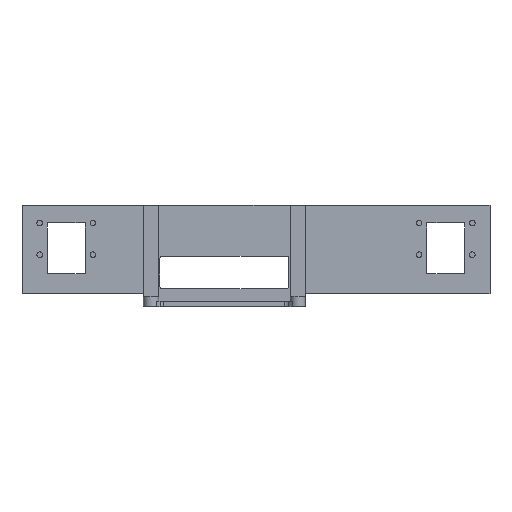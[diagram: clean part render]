
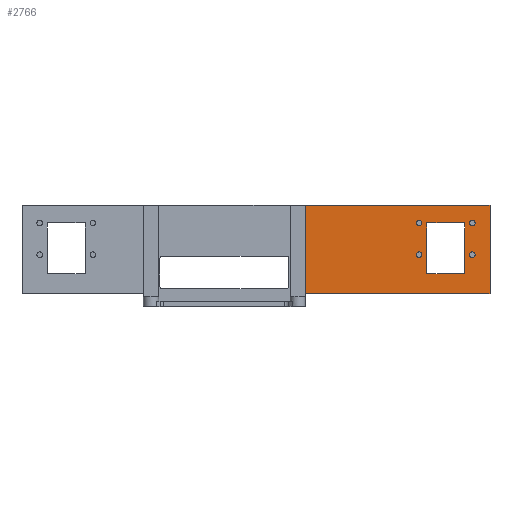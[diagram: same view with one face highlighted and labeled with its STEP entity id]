
A CAD part, top view. The second image highlights one B-rep face of the part: STEP entity #2766.
In plain terms, the highlighted planar face has unit normal (0, 0, 1).
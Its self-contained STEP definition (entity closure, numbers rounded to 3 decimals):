
#43 = CARTESIAN_POINT ( 'NONE',  ( 84.4, 20.5, 2. ) ) ;
#60 = ORIENTED_EDGE ( 'NONE', *, *, #2572, .F. ) ;
#123 = CARTESIAN_POINT ( 'NONE',  ( 86.6, 33., 2. ) ) ;
#128 = CARTESIAN_POINT ( 'NONE',  ( 82.5, 13.069, 2. ) ) ;
#133 = EDGE_CURVE ( 'NONE', #2478, #994, #880, .T. ) ;
#143 = LINE ( 'NONE', #1730, #2421 ) ;
#208 = VERTEX_POINT ( 'NONE', #2541 ) ;
#238 = PLANE ( 'NONE',  #1014 ) ;
#244 = DIRECTION ( 'NONE',  ( 0., 0., -1. ) ) ;
#253 = EDGE_LOOP ( 'NONE', ( #2561, #1183 ) ) ;
#278 = EDGE_CURVE ( 'NONE', #295, #1299, #1058, .T. ) ;
#287 = CARTESIAN_POINT ( 'NONE',  ( 82.5, 13.069, 2. ) ) ;
#295 = VERTEX_POINT ( 'NONE', #123 ) ;
#318 = CARTESIAN_POINT ( 'NONE',  ( 63.4, 20.5, 2. ) ) ;
#319 = CARTESIAN_POINT ( 'NONE',  ( 85.5, 20.5, 2. ) ) ;
#411 = VERTEX_POINT ( 'NONE', #617 ) ;
#430 = CIRCLE ( 'NONE', #1878, 1.1 ) ;
#435 = AXIS2_PLACEMENT_3D ( 'NONE', #2474, #1148, #2705 ) ;
#475 = LINE ( 'NONE', #2147, #2121 ) ;
#530 = DIRECTION ( 'NONE',  ( -1., 0., 0. ) ) ;
#564 = AXIS2_PLACEMENT_3D ( 'NONE', #895, #2440, #1113 ) ;
#588 = DIRECTION ( 'NONE',  ( 0., 1., 0. ) ) ;
#600 = LINE ( 'NONE', #2591, #2889 ) ;
#604 = ORIENTED_EDGE ( 'NONE', *, *, #834, .T. ) ;
#617 = CARTESIAN_POINT ( 'NONE',  ( 63.4, 33., 2. ) ) ;
#630 = VERTEX_POINT ( 'NONE', #1880 ) ;
#631 = EDGE_CURVE ( 'NONE', #1305, #2346, #1383, .T. ) ;
#679 = DIRECTION ( 'NONE',  ( 0., 0., 1. ) ) ;
#685 = CIRCLE ( 'NONE', #2453, 1.1 ) ;
#752 = FACE_OUTER_BOUND ( 'NONE', #1042, .T. ) ;
#761 = ORIENTED_EDGE ( 'NONE', *, *, #278, .T. ) ;
#780 = ORIENTED_EDGE ( 'NONE', *, *, #2023, .T. ) ;
#820 = FACE_BOUND ( 'NONE', #1417, .T. ) ;
#834 = EDGE_CURVE ( 'NONE', #2216, #630, #1421, .T. ) ;
#857 = AXIS2_PLACEMENT_3D ( 'NONE', #1573, #244, #1789 ) ;
#880 = LINE ( 'NONE', #287, #2070 ) ;
#895 = CARTESIAN_POINT ( 'NONE',  ( 64.5, 33., 2. ) ) ;
#934 = CARTESIAN_POINT ( 'NONE',  ( 65.6, 33., 2. ) ) ;
#994 = VERTEX_POINT ( 'NONE', #128 ) ;
#1000 = CARTESIAN_POINT ( 'NONE',  ( 85.5, 20.5, 2. ) ) ;
#1013 = DIRECTION ( 'NONE',  ( 0., 0., -1. ) ) ;
#1014 = AXIS2_PLACEMENT_3D ( 'NONE', #2016, #679, #2237 ) ;
#1019 = DIRECTION ( 'NONE',  ( 0., 0., -1. ) ) ;
#1028 = EDGE_CURVE ( 'NONE', #994, #1762, #475, .T. ) ;
#1031 = CARTESIAN_POINT ( 'NONE',  ( 67.5, 13.069, 2. ) ) ;
#1036 = ORIENTED_EDGE ( 'NONE', *, *, #1809, .F. ) ;
#1042 = EDGE_LOOP ( 'NONE', ( #604, #1036, #1828, #1276 ) ) ;
#1049 = CARTESIAN_POINT ( 'NONE',  ( 92.5, 5., 2. ) ) ;
#1058 = CIRCLE ( 'NONE', #2486, 1.1 ) ;
#1074 = EDGE_CURVE ( 'NONE', #2346, #1305, #2028, .T. ) ;
#1103 = LINE ( 'NONE', #2053, #2161 ) ;
#1113 = DIRECTION ( 'NONE',  ( -1., 0., 0. ) ) ;
#1148 = DIRECTION ( 'NONE',  ( 0., 0., -1. ) ) ;
#1173 = ORIENTED_EDGE ( 'NONE', *, *, #1074, .T. ) ;
#1183 = ORIENTED_EDGE ( 'NONE', *, *, #1669, .T. ) ;
#1190 = AXIS2_PLACEMENT_3D ( 'NONE', #2336, #1013, #2566 ) ;
#1201 = ORIENTED_EDGE ( 'NONE', *, *, #2263, .F. ) ;
#1225 = DIRECTION ( 'NONE',  ( -1., 0., 0. ) ) ;
#1228 = EDGE_LOOP ( 'NONE', ( #1236, #780 ) ) ;
#1236 = ORIENTED_EDGE ( 'NONE', *, *, #2754, .T. ) ;
#1276 = ORIENTED_EDGE ( 'NONE', *, *, #1419, .T. ) ;
#1277 = CIRCLE ( 'NONE', #857, 1.1 ) ;
#1278 = CARTESIAN_POINT ( 'NONE',  ( 82.5, 33.069, 2. ) ) ;
#1290 = DIRECTION ( 'NONE',  ( 0., 0., -1. ) ) ;
#1299 = VERTEX_POINT ( 'NONE', #1439 ) ;
#1305 = VERTEX_POINT ( 'NONE', #1882 ) ;
#1348 = FACE_BOUND ( 'NONE', #1493, .T. ) ;
#1380 = LINE ( 'NONE', #2616, #2038 ) ;
#1383 = CIRCLE ( 'NONE', #1190, 1.1 ) ;
#1397 = CARTESIAN_POINT ( 'NONE',  ( 19.5, 5., 2. ) ) ;
#1398 = AXIS2_PLACEMENT_3D ( 'NONE', #2617, #1290, #2839 ) ;
#1412 = DIRECTION ( 'NONE',  ( -1., 0., 0. ) ) ;
#1417 = EDGE_LOOP ( 'NONE', ( #1712, #2732, #60, #1201 ) ) ;
#1419 = EDGE_CURVE ( 'NONE', #1887, #2216, #600, .T. ) ;
#1421 = LINE ( 'NONE', #2069, #1555 ) ;
#1439 = CARTESIAN_POINT ( 'NONE',  ( 84.4, 33., 2. ) ) ;
#1449 = VERTEX_POINT ( 'NONE', #1541 ) ;
#1480 = ORIENTED_EDGE ( 'NONE', *, *, #631, .T. ) ;
#1493 = EDGE_LOOP ( 'NONE', ( #761, #1983 ) ) ;
#1541 = CARTESIAN_POINT ( 'NONE',  ( 67.5, 33.069, 2. ) ) ;
#1550 = FACE_BOUND ( 'NONE', #1228, .T. ) ;
#1555 = VECTOR ( 'NONE', #1412, 1000. ) ;
#1573 = CARTESIAN_POINT ( 'NONE',  ( 85.5, 33., 2. ) ) ;
#1611 = DIRECTION ( 'NONE',  ( 1., 0., 0. ) ) ;
#1654 = VERTEX_POINT ( 'NONE', #1397 ) ;
#1669 = EDGE_CURVE ( 'NONE', #2272, #208, #430, .T. ) ;
#1712 = ORIENTED_EDGE ( 'NONE', *, *, #1028, .F. ) ;
#1730 = CARTESIAN_POINT ( 'NONE',  ( 19.5, 2., 2. ) ) ;
#1752 = EDGE_CURVE ( 'NONE', #1654, #1887, #1922, .T. ) ;
#1762 = VERTEX_POINT ( 'NONE', #1278 ) ;
#1789 = DIRECTION ( 'NONE',  ( -1., 0., 0. ) ) ;
#1809 = EDGE_CURVE ( 'NONE', #1654, #630, #143, .T. ) ;
#1828 = ORIENTED_EDGE ( 'NONE', *, *, #1752, .T. ) ;
#1850 = DIRECTION ( 'NONE',  ( 0., 0., -1. ) ) ;
#1870 = CIRCLE ( 'NONE', #435, 1.1 ) ;
#1878 = AXIS2_PLACEMENT_3D ( 'NONE', #319, #1850, #530 ) ;
#1880 = CARTESIAN_POINT ( 'NONE',  ( 19.5, 40., 2. ) ) ;
#1882 = CARTESIAN_POINT ( 'NONE',  ( 65.6, 20.5, 2. ) ) ;
#1887 = VERTEX_POINT ( 'NONE', #2210 ) ;
#1922 = LINE ( 'NONE', #1049, #2507 ) ;
#1934 = FACE_BOUND ( 'NONE', #2457, .T. ) ;
#1983 = ORIENTED_EDGE ( 'NONE', *, *, #2778, .T. ) ;
#2016 = CARTESIAN_POINT ( 'NONE',  ( 0., 0., 2. ) ) ;
#2023 = EDGE_CURVE ( 'NONE', #411, #2868, #1870, .T. ) ;
#2028 = CIRCLE ( 'NONE', #1398, 1.1 ) ;
#2038 = VECTOR ( 'NONE', #2607, 1000. ) ;
#2053 = CARTESIAN_POINT ( 'NONE',  ( 67.5, 33.069, 2. ) ) ;
#2069 = CARTESIAN_POINT ( 'NONE',  ( 92.5, 40., 2. ) ) ;
#2070 = VECTOR ( 'NONE', #1611, 1000. ) ;
#2121 = VECTOR ( 'NONE', #588, 1000. ) ;
#2147 = CARTESIAN_POINT ( 'NONE',  ( 82.5, 33.069, 2. ) ) ;
#2161 = VECTOR ( 'NONE', #2274, 1000. ) ;
#2210 = CARTESIAN_POINT ( 'NONE',  ( 92.5, 5., 2. ) ) ;
#2216 = VERTEX_POINT ( 'NONE', #2462 ) ;
#2237 = DIRECTION ( 'NONE',  ( 1., 0., 0. ) ) ;
#2263 = EDGE_CURVE ( 'NONE', #1762, #1449, #1103, .T. ) ;
#2272 = VERTEX_POINT ( 'NONE', #43 ) ;
#2274 = DIRECTION ( 'NONE',  ( -1., 0., 0. ) ) ;
#2336 = CARTESIAN_POINT ( 'NONE',  ( 64.5, 20.5, 2. ) ) ;
#2345 = CARTESIAN_POINT ( 'NONE',  ( 85.5, 33., 2. ) ) ;
#2346 = VERTEX_POINT ( 'NONE', #318 ) ;
#2392 = EDGE_CURVE ( 'NONE', #208, #2272, #685, .T. ) ;
#2421 = VECTOR ( 'NONE', #2852, 1000. ) ;
#2440 = DIRECTION ( 'NONE',  ( 0., 0., -1. ) ) ;
#2453 = AXIS2_PLACEMENT_3D ( 'NONE', #1000, #2551, #1225 ) ;
#2457 = EDGE_LOOP ( 'NONE', ( #1480, #1173 ) ) ;
#2462 = CARTESIAN_POINT ( 'NONE',  ( 92.5, 40., 2. ) ) ;
#2474 = CARTESIAN_POINT ( 'NONE',  ( 64.5, 33., 2. ) ) ;
#2478 = VERTEX_POINT ( 'NONE', #1031 ) ;
#2486 = AXIS2_PLACEMENT_3D ( 'NONE', #2345, #1019, #2573 ) ;
#2507 = VECTOR ( 'NONE', #2831, 1000. ) ;
#2520 = FACE_BOUND ( 'NONE', #253, .T. ) ;
#2541 = CARTESIAN_POINT ( 'NONE',  ( 86.6, 20.5, 2. ) ) ;
#2551 = DIRECTION ( 'NONE',  ( 0., 0., -1. ) ) ;
#2561 = ORIENTED_EDGE ( 'NONE', *, *, #2392, .T. ) ;
#2566 = DIRECTION ( 'NONE',  ( -1., 0., 0. ) ) ;
#2572 = EDGE_CURVE ( 'NONE', #1449, #2478, #1380, .T. ) ;
#2573 = DIRECTION ( 'NONE',  ( -1., 0., 0. ) ) ;
#2591 = CARTESIAN_POINT ( 'NONE',  ( 92.5, 40., 2. ) ) ;
#2599 = CIRCLE ( 'NONE', #564, 1.1 ) ;
#2607 = DIRECTION ( 'NONE',  ( 0., -1., 0. ) ) ;
#2616 = CARTESIAN_POINT ( 'NONE',  ( 67.5, 13.069, 2. ) ) ;
#2617 = CARTESIAN_POINT ( 'NONE',  ( 64.5, 20.5, 2. ) ) ;
#2705 = DIRECTION ( 'NONE',  ( -1., 0., 0. ) ) ;
#2732 = ORIENTED_EDGE ( 'NONE', *, *, #133, .F. ) ;
#2754 = EDGE_CURVE ( 'NONE', #2868, #411, #2599, .T. ) ;
#2766 = ADVANCED_FACE ( 'NONE', ( #820, #2520, #1348, #1934, #1550, #752 ), #238, .T. ) ;
#2778 = EDGE_CURVE ( 'NONE', #1299, #295, #1277, .T. ) ;
#2817 = DIRECTION ( 'NONE',  ( 0., 1., 0. ) ) ;
#2831 = DIRECTION ( 'NONE',  ( 1., 0., 0. ) ) ;
#2839 = DIRECTION ( 'NONE',  ( -1., 0., 0. ) ) ;
#2852 = DIRECTION ( 'NONE',  ( 0., 1., 0. ) ) ;
#2868 = VERTEX_POINT ( 'NONE', #934 ) ;
#2889 = VECTOR ( 'NONE', #2817, 1000. ) ;
